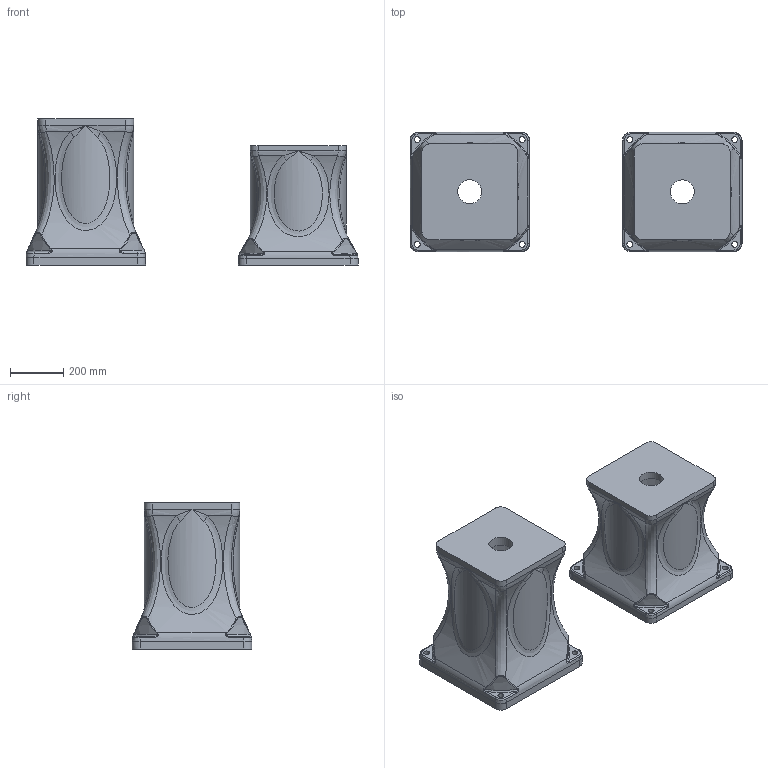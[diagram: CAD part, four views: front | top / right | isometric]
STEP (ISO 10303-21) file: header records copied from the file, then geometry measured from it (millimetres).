
FILE_DESCRIPTION(('STEP AP203'),'1');
FILE_NAME('.stp','2017-08-21T04:20:44',(' '),(' '),'Spatial InterOp 3D',' ',' ');
FILE_SCHEMA(('CONFIG_CONTROL_DESIGN'));
Length unit declared in the file: millimetre
Products named in the file (3): パーツ14
Assembly tree (2 placements, depth 2):
  (unnamed)
    パーツ14
    パーツ14
Bounding box: 1250 x 450 x 550 mm (x, y, z)
Volume: 53482940.4 mm3; surface area: 2971334.2 mm2
Topology: 2 solids, 2 shells, 244 faces, 567 edges, 313 vertices
Faces by surface type: bspline 117, cylinder 68, plane 30, extrusion 24, torus 5
Full cylindrical faces by diameter (mm): 22 x8, 90 x2, 320 x2
Entity records: 32845 total; most frequent: CARTESIAN_POINT 28410, ORIENTED_EDGE 1060, DIRECTION 616, EDGE_CURVE 530, VERTEX_POINT 306, EDGE_LOOP 280, FACE_OUTER_BOUND 258, ADVANCED_FACE 244
